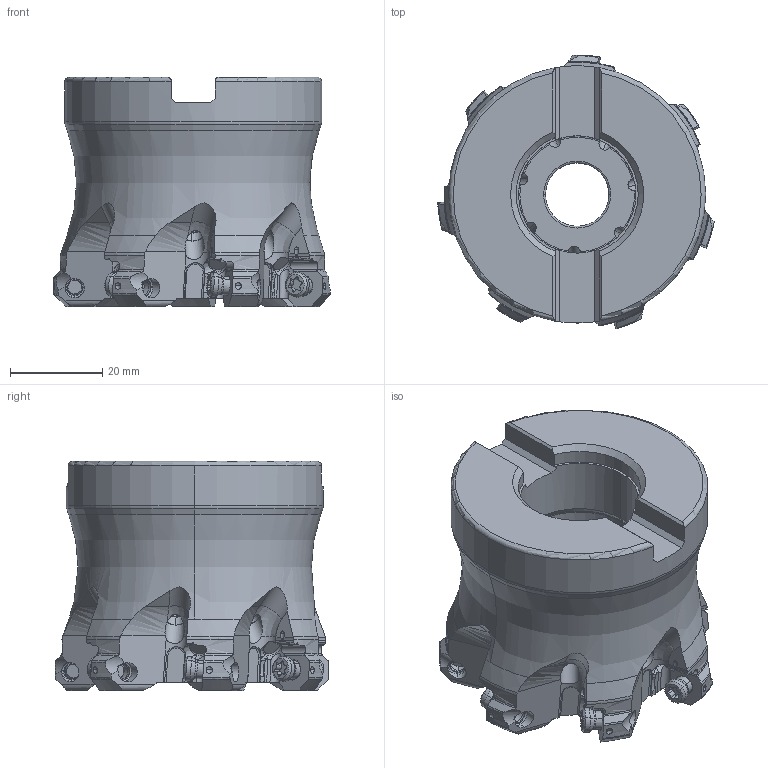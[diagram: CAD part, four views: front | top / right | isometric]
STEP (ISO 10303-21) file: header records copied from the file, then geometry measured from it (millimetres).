
FILE_DESCRIPTION(/* description */ (''),/* implementation_level */ '2;1');
FILE_NAME(/* name */ 'ARP6UPR2507CA.stp',/* time_stamp */ '2017-10-23T09:23:06+09:00',/* author */ (''),/* organization */ (''),/* preprocessor_version */ 'ST-DEVELOPER v16',/* originating_system */ 'SIEMENS PLM Software NX 10.0',/* authorisation */ '');
FILE_SCHEMA (('AUTOMOTIVE_DESIGN { 1 0 10303 214 3 1 1 1 }'));
Length unit declared in the file: millimetre
Products named in the file (1): ARP6UPR2507CA_ASM
Bounding box: 59.81 x 59.23 x 49.68 mm (x, y, z)
Volume: 79592.3 mm3; surface area: 19522.7 mm2
Topology: 8 solids, 8 shells, 965 faces, 2719 edges, 1785 vertices
Faces by surface type: cylinder 369, plane 238, torus 138, cone 122, extrusion 42, sphere 35, bspline 21
Entity records: 41473 total; most frequent: CARTESIAN_POINT 16836, ORIENTED_EDGE 5410, DIRECTION 4919, EDGE_CURVE 2705, AXIS2_PLACEMENT_3D 2049, VERTEX_POINT 1785, EDGE_LOOP 1024, CIRCLE 970
